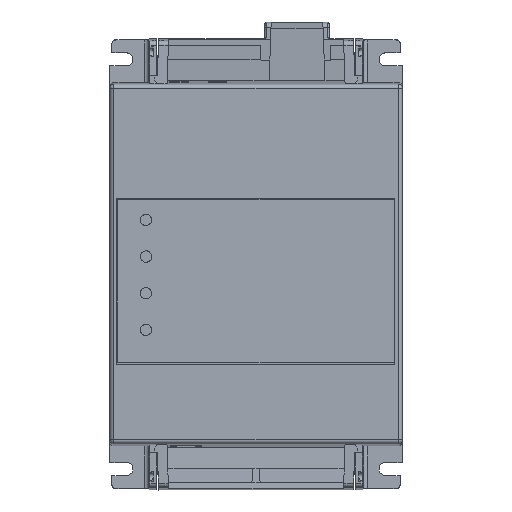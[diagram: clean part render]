
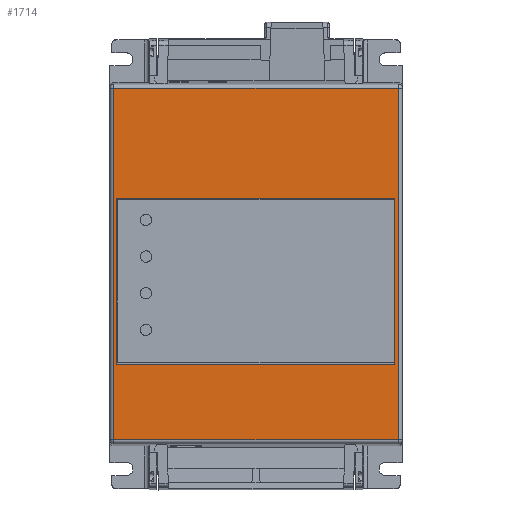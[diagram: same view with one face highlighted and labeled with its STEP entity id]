
A CAD part, top view. The second image highlights one B-rep face of the part: STEP entity #1714.
In plain terms, the highlighted planar face has unit normal (0, 0, 1).
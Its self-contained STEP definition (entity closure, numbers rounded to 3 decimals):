
#523=FACE_BOUND('',#4280,.T.);
#524=FACE_BOUND('',#4281,.T.);
#1714=ADVANCED_FACE('',(#523,#524),#2431,.F.);
#2431=PLANE('',#22878);
#4280=EDGE_LOOP('',(#8945,#8946,#8947,#8948));
#4281=EDGE_LOOP('',(#8949,#8950,#8951,#8952));
#8945=ORIENTED_EDGE('',*,*,#15435,.T.);
#8946=ORIENTED_EDGE('',*,*,#15436,.T.);
#8947=ORIENTED_EDGE('',*,*,#15437,.T.);
#8948=ORIENTED_EDGE('',*,*,#15438,.T.);
#8949=ORIENTED_EDGE('',*,*,#15439,.F.);
#8950=ORIENTED_EDGE('',*,*,#15440,.F.);
#8951=ORIENTED_EDGE('',*,*,#15441,.F.);
#8952=ORIENTED_EDGE('',*,*,#15442,.F.);
#12258=VERTEX_POINT('',#37912);
#12259=VERTEX_POINT('',#37913);
#12260=VERTEX_POINT('',#37915);
#12261=VERTEX_POINT('',#37917);
#12262=VERTEX_POINT('',#37920);
#12263=VERTEX_POINT('',#37921);
#12264=VERTEX_POINT('',#37923);
#12265=VERTEX_POINT('',#37925);
#15435=EDGE_CURVE('',#12258,#12259,#18333,.T.);
#15436=EDGE_CURVE('',#12259,#12260,#18334,.T.);
#15437=EDGE_CURVE('',#12260,#12261,#18335,.T.);
#15438=EDGE_CURVE('',#12261,#12258,#18336,.T.);
#15439=EDGE_CURVE('',#12262,#12263,#18337,.T.);
#15440=EDGE_CURVE('',#12264,#12262,#18338,.T.);
#15441=EDGE_CURVE('',#12265,#12264,#18339,.T.);
#15442=EDGE_CURVE('',#12263,#12265,#18340,.T.);
#18333=LINE('',#37911,#21115);
#18334=LINE('',#37914,#21116);
#18335=LINE('',#37916,#21117);
#18336=LINE('',#37918,#21118);
#18337=LINE('',#37919,#21119);
#18338=LINE('',#37922,#21120);
#18339=LINE('',#37924,#21121);
#18340=LINE('',#37926,#21122);
#21115=VECTOR('',#27852,1.);
#21116=VECTOR('',#27853,1.);
#21117=VECTOR('',#27854,1.);
#21118=VECTOR('',#27855,1.);
#21119=VECTOR('',#27856,1.);
#21120=VECTOR('',#27857,1.);
#21121=VECTOR('',#27858,1.);
#21122=VECTOR('',#27859,1.);
#22878=AXIS2_PLACEMENT_3D('',#37927,#27860,#27861);
#27852=DIRECTION('',(0.,1.,0.));
#27853=DIRECTION('',(-1.,0.,0.));
#27854=DIRECTION('',(0.,-1.,0.));
#27855=DIRECTION('',(1.,0.,0.));
#27856=DIRECTION('',(-1.,0.,0.));
#27857=DIRECTION('',(0.,1.,0.));
#27858=DIRECTION('',(1.,0.,0.));
#27859=DIRECTION('',(0.,-1.,0.));
#27860=DIRECTION('',(0.,0.,-1.));
#27861=DIRECTION('',(-1.,0.,0.));
#37911=CARTESIAN_POINT('',(167.426,-57.725,33.554));
#37912=CARTESIAN_POINT('',(167.426,-86.25,33.554));
#37913=CARTESIAN_POINT('',(167.426,0.101,33.554));
#37914=CARTESIAN_POINT('',(96.626,0.101,33.554));
#37915=CARTESIAN_POINT('',(97.626,0.101,33.554));
#37916=CARTESIAN_POINT('',(97.626,-86.376,33.554));
#37917=CARTESIAN_POINT('',(97.626,-86.25,33.554));
#37918=CARTESIAN_POINT('',(96.626,-86.25,33.554));
#37919=CARTESIAN_POINT('',(132.491,-26.847,33.554));
#37920=CARTESIAN_POINT('',(166.636,-26.847,33.554));
#37921=CARTESIAN_POINT('',(98.346,-26.847,33.554));
#37922=CARTESIAN_POINT('',(166.636,-57.725,33.554));
#37923=CARTESIAN_POINT('',(166.636,-67.796,33.554));
#37924=CARTESIAN_POINT('',(132.491,-67.796,33.554));
#37925=CARTESIAN_POINT('',(98.346,-67.796,33.554));
#37926=CARTESIAN_POINT('',(98.346,-47.021,33.554));
#37927=CARTESIAN_POINT('',(96.626,-57.725,33.554));
